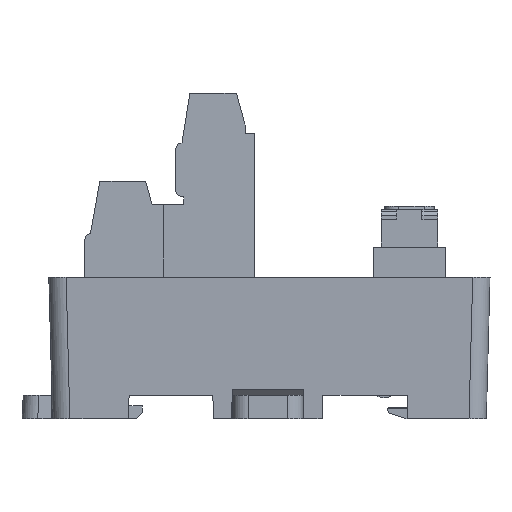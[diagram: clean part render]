
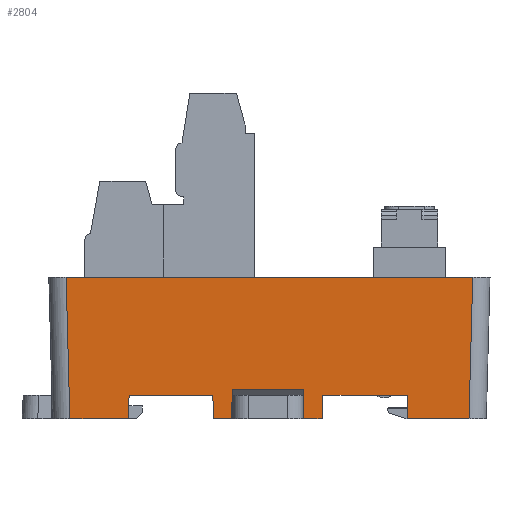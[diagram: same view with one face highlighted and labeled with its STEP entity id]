
A CAD part, left-side view. The second image highlights one B-rep face of the part: STEP entity #2804.
In plain terms, the highlighted planar face has unit normal (-1, 0, -0.026).
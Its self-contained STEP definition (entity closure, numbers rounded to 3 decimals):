
#1659=FACE_OUTER_BOUND('',#5660,.T.);
#2804=ADVANCED_FACE('',(#1659),#4020,.T.);
#4020=PLANE('',#23938);
#5660=EDGE_LOOP('',(#8167,#8168,#8169,#8170,#8171,#8172,#8173,#8174,#8175,
#8176,#8177,#8178,#8179,#8180,#8181,#8182));
#8167=ORIENTED_EDGE('',*,*,#16183,.F.);
#8168=ORIENTED_EDGE('',*,*,#16142,.T.);
#8169=ORIENTED_EDGE('',*,*,#16187,.T.);
#8170=ORIENTED_EDGE('',*,*,#15793,.T.);
#8171=ORIENTED_EDGE('',*,*,#16197,.T.);
#8172=ORIENTED_EDGE('',*,*,#15986,.T.);
#8173=ORIENTED_EDGE('',*,*,#16200,.T.);
#8174=ORIENTED_EDGE('',*,*,#15966,.F.);
#8175=ORIENTED_EDGE('',*,*,#16205,.T.);
#8176=ORIENTED_EDGE('',*,*,#15982,.T.);
#8177=ORIENTED_EDGE('',*,*,#16003,.F.);
#8178=ORIENTED_EDGE('',*,*,#15807,.T.);
#8179=ORIENTED_EDGE('',*,*,#16174,.F.);
#8180=ORIENTED_EDGE('',*,*,#16138,.T.);
#8181=ORIENTED_EDGE('',*,*,#16178,.F.);
#8182=ORIENTED_EDGE('',*,*,#16181,.T.);
#13667=VERTEX_POINT('',#31417);
#13668=VERTEX_POINT('',#31419);
#13681=VERTEX_POINT('',#31445);
#13682=VERTEX_POINT('',#31447);
#13798=VERTEX_POINT('',#31764);
#13799=VERTEX_POINT('',#31766);
#13807=VERTEX_POINT('',#31791);
#13808=VERTEX_POINT('',#31793);
#13811=VERTEX_POINT('',#31800);
#13812=VERTEX_POINT('',#31802);
#13903=VERTEX_POINT('',#32106);
#13905=VERTEX_POINT('',#32111);
#13908=VERTEX_POINT('',#32119);
#13909=VERTEX_POINT('',#32121);
#13928=VERTEX_POINT('',#32190);
#13929=VERTEX_POINT('',#32195);
#15793=EDGE_CURVE('',#13668,#13667,#18916,.T.);
#15807=EDGE_CURVE('',#13682,#13681,#18928,.T.);
#15966=EDGE_CURVE('',#13798,#13799,#19079,.T.);
#15982=EDGE_CURVE('',#13808,#13807,#19092,.T.);
#15986=EDGE_CURVE('',#13812,#13811,#19094,.T.);
#16003=EDGE_CURVE('',#13682,#13807,#19110,.T.);
#16138=EDGE_CURVE('',#13903,#13905,#19240,.T.);
#16142=EDGE_CURVE('',#13909,#13908,#19243,.T.);
#16174=EDGE_CURVE('',#13903,#13681,#19275,.T.);
#16178=EDGE_CURVE('',#13928,#13905,#19279,.T.);
#16181=EDGE_CURVE('',#13928,#13929,#19282,.T.);
#16183=EDGE_CURVE('',#13909,#13929,#19284,.T.);
#16187=EDGE_CURVE('',#13908,#13668,#19288,.T.);
#16197=EDGE_CURVE('',#13667,#13812,#19296,.T.);
#16200=EDGE_CURVE('',#13811,#13799,#19299,.T.);
#16205=EDGE_CURVE('',#13798,#13808,#19304,.T.);
#18916=LINE('',#31418,#21407);
#18928=LINE('',#31446,#21419);
#19079=LINE('',#31765,#21570);
#19092=LINE('',#31792,#21583);
#19094=LINE('',#31801,#21585);
#19110=LINE('',#31834,#21601);
#19240=LINE('',#32112,#21731);
#19243=LINE('',#32120,#21734);
#19275=LINE('',#32183,#21766);
#19279=LINE('',#32191,#21770);
#19282=LINE('',#32196,#21773);
#19284=LINE('',#32199,#21775);
#19288=LINE('',#32206,#21779);
#19296=LINE('',#32225,#21787);
#19299=LINE('',#32230,#21790);
#19304=LINE('',#32242,#21795);
#21407=VECTOR('',#25497,1.);
#21419=VECTOR('',#25513,1.);
#21570=VECTOR('',#25766,1.);
#21583=VECTOR('',#25789,1.);
#21585=VECTOR('',#25797,1.);
#21601=VECTOR('',#25823,1.);
#21731=VECTOR('',#26085,1.);
#21734=VECTOR('',#26092,1.);
#21766=VECTOR('',#26148,1.);
#21770=VECTOR('',#26158,1.);
#21773=VECTOR('',#26163,1.);
#21775=VECTOR('',#26167,1.);
#21779=VECTOR('',#26177,1.);
#21787=VECTOR('',#26203,1.);
#21790=VECTOR('',#26210,1.);
#21795=VECTOR('',#26229,1.);
#23938=AXIS2_PLACEMENT_3D('',#32244,#26232,#26233);
#25497=DIRECTION('',(0.,-1.,0.));
#25513=DIRECTION('',(0.,-1.,0.));
#25766=DIRECTION('',(0.,-1.,0.));
#25789=DIRECTION('',(0.,-1.,0.));
#25797=DIRECTION('',(0.,-1.,0.));
#25823=DIRECTION('',(0.026,0.017,-1.));
#26085=DIRECTION('',(0.,-1.,0.));
#26092=DIRECTION('',(0.,-1.,0.));
#26148=DIRECTION('',(-0.026,0.035,0.999));
#26158=DIRECTION('',(0.026,0.009,-1.));
#26163=DIRECTION('',(0.,-1.,0.));
#26167=DIRECTION('',(-0.026,0.009,1.));
#26177=DIRECTION('',(-0.026,-0.035,0.999));
#26203=DIRECTION('',(0.026,-0.017,-1.));
#26210=DIRECTION('',(-0.026,-0.026,0.999));
#26229=DIRECTION('',(0.026,-0.026,-0.999));
#26232=DIRECTION('',(-1.,0.,-0.026));
#26233=DIRECTION('',(0.026,0.,-1.));
#31417=CARTESIAN_POINT('',(-37.057,10.5,-15.));
#31418=CARTESIAN_POINT('',(-37.057,28.25,-15.));
#31419=CARTESIAN_POINT('',(-37.057,21.25,-15.));
#31445=CARTESIAN_POINT('',(-37.057,35.25,-15.));
#31446=CARTESIAN_POINT('',(-37.057,28.25,-15.));
#31447=CARTESIAN_POINT('',(-37.057,45.9,-15.));
#31764=CARTESIAN_POINT('',(-37.45,53.901,0.));
#31765=CARTESIAN_POINT('',(-37.45,27.75,0.));
#31766=CARTESIAN_POINT('',(-37.45,2.199,0.));
#31791=CARTESIAN_POINT('',(-36.979,45.952,-18.));
#31792=CARTESIAN_POINT('',(-36.979,28.25,-18.));
#31793=CARTESIAN_POINT('',(-36.979,53.429,-18.));
#31800=CARTESIAN_POINT('',(-36.979,2.671,-18.));
#31801=CARTESIAN_POINT('',(-36.979,27.75,-18.));
#31802=CARTESIAN_POINT('',(-36.979,10.448,-18.));
#31834=CARTESIAN_POINT('',(-37.026,45.921,-16.204));
#32106=CARTESIAN_POINT('',(-36.979,35.145,-18.));
#32111=CARTESIAN_POINT('',(-36.979,32.826,-18.));
#32112=CARTESIAN_POINT('',(-36.979,28.25,-18.));
#32119=CARTESIAN_POINT('',(-36.979,21.355,-18.));
#32120=CARTESIAN_POINT('',(-36.979,28.25,-18.));
#32121=CARTESIAN_POINT('',(-36.979,23.674,-18.));
#32183=CARTESIAN_POINT('',(-37.026,35.208,-16.202));
#32190=CARTESIAN_POINT('',(-37.076,32.794,-14.274));
#32191=CARTESIAN_POINT('',(-37.451,32.669,0.04));
#32195=CARTESIAN_POINT('',(-37.076,23.706,-14.274));
#32196=CARTESIAN_POINT('',(-37.076,-181.195,-14.274));
#32199=CARTESIAN_POINT('',(-37.451,23.831,0.032));
#32206=CARTESIAN_POINT('',(-37.444,20.735,-0.247));
#32225=CARTESIAN_POINT('',(-37.458,10.767,0.294));
#32230=CARTESIAN_POINT('',(-37.433,2.217,-0.66));
#32242=CARTESIAN_POINT('',(-37.433,53.884,-0.66));
#32244=CARTESIAN_POINT('',(-37.45,27.75,-0.003));
